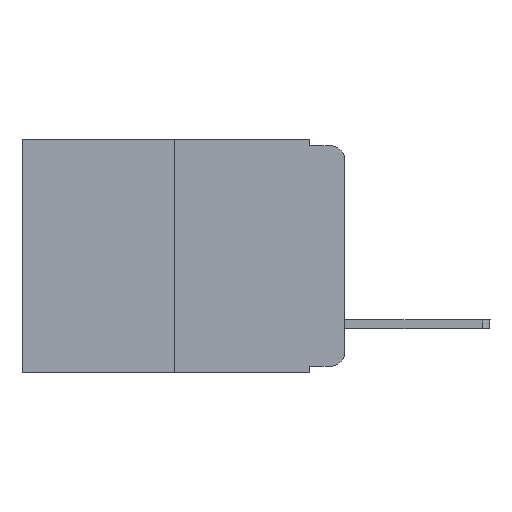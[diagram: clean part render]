
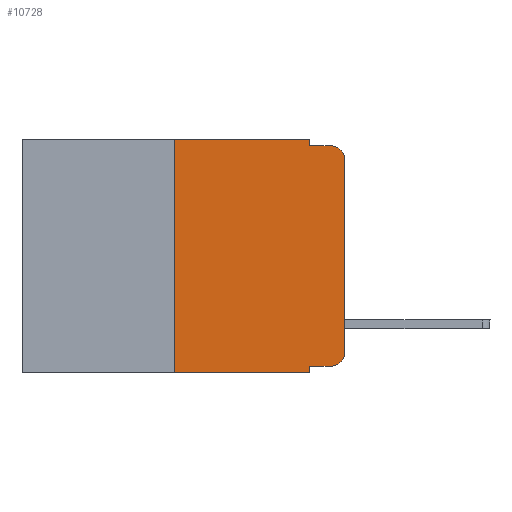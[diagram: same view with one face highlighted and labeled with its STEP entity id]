
A CAD part, left-side view. The second image highlights one B-rep face of the part: STEP entity #10728.
In plain terms, the highlighted planar face has unit normal (-1, 0, 0).
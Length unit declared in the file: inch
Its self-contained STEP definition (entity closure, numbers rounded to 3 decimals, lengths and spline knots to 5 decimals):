
#37 = CARTESIAN_POINT ( 'NONE',  ( 0., 0.051, 0. ) ) ;
#83 = ORIENTED_EDGE ( 'NONE', *, *, #17043, .F. ) ;
#217 = ORIENTED_EDGE ( 'NONE', *, *, #4583, .T. ) ;
#319 = VERTEX_POINT ( 'NONE', #11316 ) ;
#341 = CIRCLE ( 'NONE', #1841, 0.02 ) ;
#460 = EDGE_CURVE ( 'NONE', #17073, #610, #14534, .T. ) ;
#610 = VERTEX_POINT ( 'NONE', #37 ) ;
#629 = VERTEX_POINT ( 'NONE', #11363 ) ;
#681 = ORIENTED_EDGE ( 'NONE', *, *, #1970, .T. ) ;
#1204 = PLANE ( 'NONE',  #15666 ) ;
#1841 = AXIS2_PLACEMENT_3D ( 'NONE', #9735, #11349, #11254 ) ;
#1970 = EDGE_CURVE ( 'NONE', #11166, #629, #2833, .T. ) ;
#1982 = CARTESIAN_POINT ( 'NONE',  ( 0., 0.25, 0. ) ) ;
#2366 = ORIENTED_EDGE ( 'NONE', *, *, #5367, .T. ) ;
#2548 = DIRECTION ( 'NONE',  ( 0., 0., -1. ) ) ;
#2590 = DIRECTION ( 'NONE',  ( 0., -1., 0. ) ) ;
#2759 = VECTOR ( 'NONE', #12200, 39.37008 ) ;
#2833 = CIRCLE ( 'NONE', #12841, 0.02 ) ;
#3057 = VECTOR ( 'NONE', #3379, 39.37008 ) ;
#3171 = CARTESIAN_POINT ( 'NONE',  ( 0., 0.051, 0. ) ) ;
#3379 = DIRECTION ( 'NONE',  ( 0., -1., 0. ) ) ;
#3411 = LINE ( 'NONE', #1982, #11696 ) ;
#3490 = LINE ( 'NONE', #13765, #16009 ) ;
#3833 = LINE ( 'NONE', #9638, #7635 ) ;
#4078 = DIRECTION ( 'NONE',  ( -1., 0., 0. ) ) ;
#4156 = DIRECTION ( 'NONE',  ( 1., 0., 0. ) ) ;
#4163 = LINE ( 'NONE', #15647, #14306 ) ;
#4583 = EDGE_CURVE ( 'NONE', #15033, #10280, #341, .T. ) ;
#4905 = CARTESIAN_POINT ( 'NONE',  ( 0., 0.473, -0.343 ) ) ;
#4988 = VERTEX_POINT ( 'NONE', #12720 ) ;
#5069 = ORIENTED_EDGE ( 'NONE', *, *, #460, .F. ) ;
#5208 = EDGE_LOOP ( 'NONE', ( #2366, #217, #17050, #83, #5069, #15309, #5752, #17240, #7666, #681 ) ) ;
#5367 = EDGE_CURVE ( 'NONE', #629, #15033, #3490, .T. ) ;
#5675 = CARTESIAN_POINT ( 'NONE',  ( 0., 0.051, -0.01 ) ) ;
#5752 = ORIENTED_EDGE ( 'NONE', *, *, #17807, .T. ) ;
#5873 = DIRECTION ( 'NONE',  ( 0., 0., -1. ) ) ;
#7406 = DIRECTION ( 'NONE',  ( 0., 0., 1. ) ) ;
#7635 = VECTOR ( 'NONE', #2590, 39.37008 ) ;
#7666 = ORIENTED_EDGE ( 'NONE', *, *, #17937, .T. ) ;
#7738 = EDGE_CURVE ( 'NONE', #4988, #17073, #3411, .T. ) ;
#8142 = VERTEX_POINT ( 'NONE', #15230 ) ;
#8599 = CARTESIAN_POINT ( 'NONE',  ( 0., 0.473, 0. ) ) ;
#9287 = DIRECTION ( 'NONE',  ( 0., 0., 1. ) ) ;
#9638 = CARTESIAN_POINT ( 'NONE',  ( 0., 0.051, -0.333 ) ) ;
#9735 = CARTESIAN_POINT ( 'NONE',  ( 0., 0.02, -0.03 ) ) ;
#9955 = CARTESIAN_POINT ( 'NONE',  ( 0., 0.25, 0. ) ) ;
#10280 = VERTEX_POINT ( 'NONE', #17368 ) ;
#10577 = LINE ( 'NONE', #4905, #10685 ) ;
#10685 = VECTOR ( 'NONE', #17715, 39.37008 ) ;
#10711 = EDGE_CURVE ( 'NONE', #8142, #10280, #17158, .T. ) ;
#10728 = ADVANCED_FACE ( 'NONE', ( #12792 ), #1204, .F. ) ;
#11166 = VERTEX_POINT ( 'NONE', #17047 ) ;
#11254 = DIRECTION ( 'NONE',  ( 0., 0., -1. ) ) ;
#11316 = CARTESIAN_POINT ( 'NONE',  ( 0., 0.051, -0.343 ) ) ;
#11349 = DIRECTION ( 'NONE',  ( -1., 0., 0. ) ) ;
#11363 = CARTESIAN_POINT ( 'NONE',  ( 0., 0., -0.313 ) ) ;
#11464 = DIRECTION ( 'NONE',  ( 0., -1., 0. ) ) ;
#11475 = CARTESIAN_POINT ( 'NONE',  ( 0., 0.02, -0.313 ) ) ;
#11696 = VECTOR ( 'NONE', #7406, 39.37008 ) ;
#12200 = DIRECTION ( 'NONE',  ( 0., 0., -1. ) ) ;
#12720 = CARTESIAN_POINT ( 'NONE',  ( 0., 0.25, -0.343 ) ) ;
#12792 = FACE_OUTER_BOUND ( 'NONE', #5208, .T. ) ;
#12841 = AXIS2_PLACEMENT_3D ( 'NONE', #11475, #4078, #2548 ) ;
#13650 = CARTESIAN_POINT ( 'NONE',  ( 0., 0.473, 0. ) ) ;
#13765 = CARTESIAN_POINT ( 'NONE',  ( 0., 0., 0. ) ) ;
#14048 = DIRECTION ( 'NONE',  ( 0., 0., -1. ) ) ;
#14164 = VERTEX_POINT ( 'NONE', #18137 ) ;
#14306 = VECTOR ( 'NONE', #14048, 39.37008 ) ;
#14534 = LINE ( 'NONE', #13650, #3057 ) ;
#15033 = VERTEX_POINT ( 'NONE', #16764 ) ;
#15230 = CARTESIAN_POINT ( 'NONE',  ( 0., 0.051, -0.01 ) ) ;
#15309 = ORIENTED_EDGE ( 'NONE', *, *, #7738, .F. ) ;
#15647 = CARTESIAN_POINT ( 'NONE',  ( 0., 0.051, 0. ) ) ;
#15666 = AXIS2_PLACEMENT_3D ( 'NONE', #8599, #4156, #5873 ) ;
#15969 = VECTOR ( 'NONE', #11464, 39.37008 ) ;
#16009 = VECTOR ( 'NONE', #9287, 39.37008 ) ;
#16442 = EDGE_CURVE ( 'NONE', #14164, #319, #17991, .T. ) ;
#16764 = CARTESIAN_POINT ( 'NONE',  ( 0., 0., -0.03 ) ) ;
#17043 = EDGE_CURVE ( 'NONE', #610, #8142, #4163, .T. ) ;
#17047 = CARTESIAN_POINT ( 'NONE',  ( 0., 0.02, -0.333 ) ) ;
#17050 = ORIENTED_EDGE ( 'NONE', *, *, #10711, .F. ) ;
#17073 = VERTEX_POINT ( 'NONE', #9955 ) ;
#17158 = LINE ( 'NONE', #5675, #15969 ) ;
#17240 = ORIENTED_EDGE ( 'NONE', *, *, #16442, .F. ) ;
#17368 = CARTESIAN_POINT ( 'NONE',  ( 0., 0.02, -0.01 ) ) ;
#17715 = DIRECTION ( 'NONE',  ( 0., -1., 0. ) ) ;
#17807 = EDGE_CURVE ( 'NONE', #4988, #319, #10577, .T. ) ;
#17937 = EDGE_CURVE ( 'NONE', #14164, #11166, #3833, .T. ) ;
#17991 = LINE ( 'NONE', #3171, #2759 ) ;
#18137 = CARTESIAN_POINT ( 'NONE',  ( 0., 0.051, -0.333 ) ) ;
